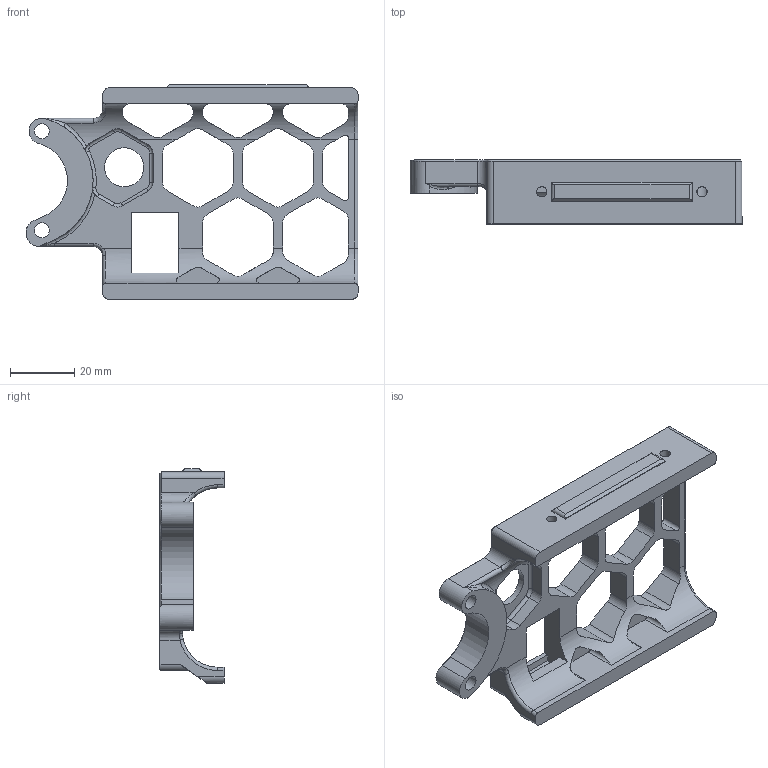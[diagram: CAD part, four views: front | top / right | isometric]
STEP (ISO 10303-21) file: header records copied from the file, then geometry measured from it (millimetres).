
FILE_DESCRIPTION(/* description */ (''),/* implementation_level */ '2;1');
FILE_NAME(/* name */ 'SkirtA_300mod+12mmSW.stp',/* time_stamp */ '2021-08-08T10:52:11+10:00',/* author */ ('Amarpal'),/* organization */ (''),/* preprocessor_version */ 'ST-DEVELOPER v18.1',/* originating_system */ 'Autodesk Inventor 2021',/* authorisation */ '');
FILE_SCHEMA (('AUTOMOTIVE_DESIGN { 1 0 10303 214 3 1 1 }'));
Length unit declared in the file: millimetre
Products named in the file (1): SkirtA_300mod
Bounding box: 103.65 x 20 x 67 mm (x, y, z)
Volume: 30682.6 mm3; surface area: 18381.7 mm2
Topology: 1 solids, 1 shells, 214 faces, 617 edges, 396 vertices
Faces by surface type: plane 94, cylinder 91, torus 13, bspline 10, cone 6
Full cylindrical faces by diameter (mm): 3.2 x2, 4.7 x3, 12.2 x1
Entity records: 7736 total; most frequent: CARTESIAN_POINT 1960, ORIENTED_EDGE 1230, DIRECTION 1198, EDGE_CURVE 615, AXIS2_PLACEMENT_3D 427, VERTEX_POINT 396, LINE 344, VECTOR 344
